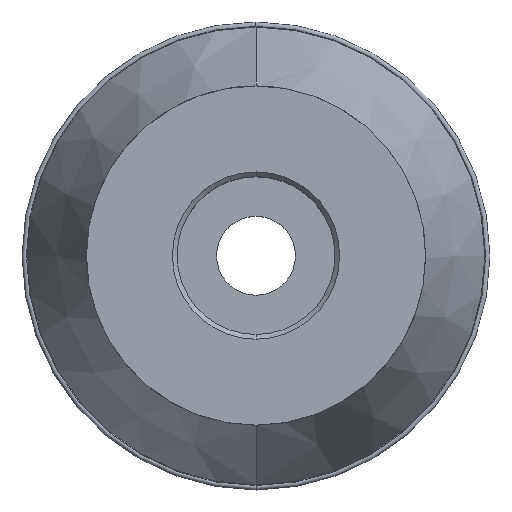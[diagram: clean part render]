
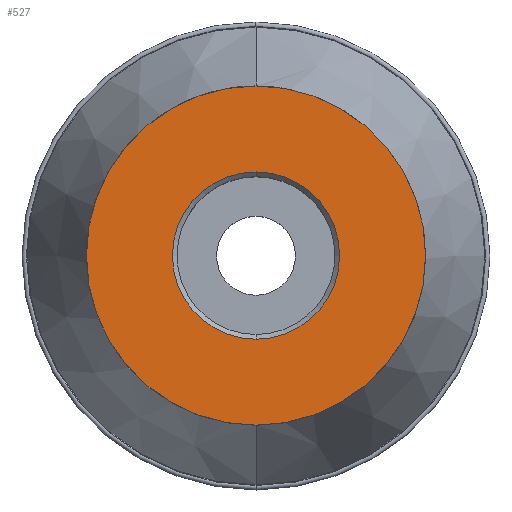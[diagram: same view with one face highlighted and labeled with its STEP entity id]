
A CAD part, top view. The second image highlights one B-rep face of the part: STEP entity #527.
In plain terms, the highlighted planar face has unit normal (0, 0, 1).
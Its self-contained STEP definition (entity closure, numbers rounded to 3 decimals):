
#291=VERTEX_POINT('',#815);
#457=VERTEX_POINT('',#1003);
#469=VERTEX_POINT('',#1016);
#527=ADVANCED_FACE('',(#1077,#1078),#1079,.T.);
#643=EDGE_CURVE('',#457,#469,#1209,.T.);
#663=EDGE_CURVE('',#291,#723,#1231,.T.);
#675=EDGE_CURVE('',#469,#457,#1243,.T.);
#723=VERTEX_POINT('',#1292);
#773=EDGE_CURVE('',#723,#291,#1345,.T.);
#815=CARTESIAN_POINT('',(0.0,14.3,0.0));
#1003=CARTESIAN_POINT('',(0.,-29.0,0.0));
#1016=CARTESIAN_POINT('',(0.0,29.0,0.0));
#1077=FACE_BOUND('',#1933,.T.);
#1078=FACE_OUTER_BOUND('',#1934,.T.);
#1079=PLANE('',#1935);
#1209=CIRCLE('',#2141,29.0);
#1231=CIRCLE('',#2168,14.3);
#1243=CIRCLE('',#2186,29.0);
#1292=CARTESIAN_POINT('',(0.,-14.3,0.0));
#1345=CIRCLE('',#2489,14.3);
#1933=EDGE_LOOP('',(#2839,#2840));
#1934=EDGE_LOOP('',(#2841,#2842));
#1935=AXIS2_PLACEMENT_3D('',#2843,#2844,#2845);
#2141=AXIS2_PLACEMENT_3D('',#3031,#3032,#3033);
#2168=AXIS2_PLACEMENT_3D('',#3063,#3064,#3065);
#2186=AXIS2_PLACEMENT_3D('',#3076,#3077,#3078);
#2489=AXIS2_PLACEMENT_3D('',#3151,#3152,#3153);
#2839=ORIENTED_EDGE('',*,*,#663,.T.);
#2840=ORIENTED_EDGE('',*,*,#773,.T.);
#2841=ORIENTED_EDGE('',*,*,#675,.F.);
#2842=ORIENTED_EDGE('',*,*,#643,.F.);
#2843=CARTESIAN_POINT('',(0.0,14.5,0.0));
#2844=DIRECTION('',(-0.0,0.0,1.0));
#2845=DIRECTION('',(0.0,-1.0,0.0));
#3031=CARTESIAN_POINT('',(0.0,0.0,0.0));
#3032=DIRECTION('',(0.0,0.0,-1.0));
#3033=DIRECTION('',(0.0,1.0,0.0));
#3063=CARTESIAN_POINT('',(0.0,0.0,0.0));
#3064=DIRECTION('',(-0.0,0.0,-1.0));
#3065=DIRECTION('',(0.0,1.0,0.0));
#3076=CARTESIAN_POINT('',(0.0,0.0,0.0));
#3077=DIRECTION('',(0.0,0.0,-1.0));
#3078=DIRECTION('',(0.0,1.0,0.0));
#3151=CARTESIAN_POINT('',(0.0,0.0,0.0));
#3152=DIRECTION('',(-0.0,0.0,-1.0));
#3153=DIRECTION('',(0.0,1.0,0.0));
